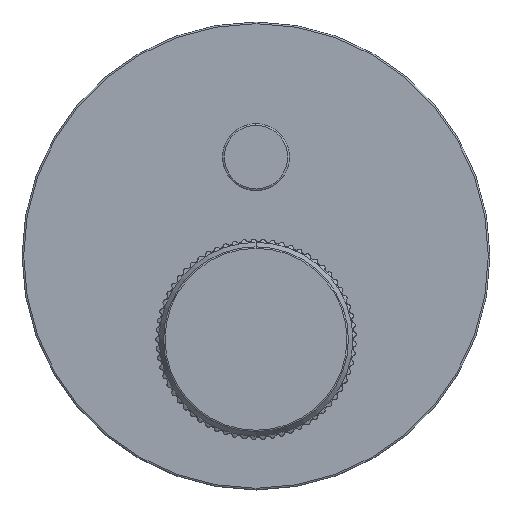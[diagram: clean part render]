
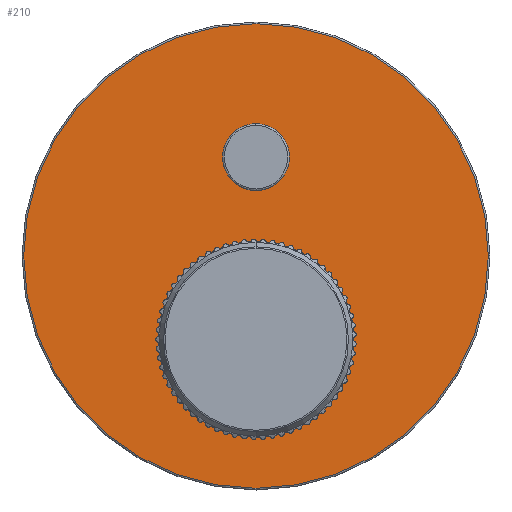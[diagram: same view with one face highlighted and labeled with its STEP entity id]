
A CAD part, top view. The second image highlights one B-rep face of the part: STEP entity #210.
In plain terms, the highlighted planar face has unit normal (0, 0, 1).
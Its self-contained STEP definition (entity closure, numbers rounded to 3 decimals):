
#19=CARTESIAN_POINT('',(0.,-25.,0.));
#20=DIRECTION('',(0.,0.,1.));
#21=DIRECTION('',(1.,0.,0.));
#22=AXIS2_PLACEMENT_3D('',#19,#20,#21);
#24=CARTESIAN_POINT('',(0.,-25.,0.));
#25=DIRECTION('',(0.,0.,1.));
#26=DIRECTION('',(-1.,0.,0.));
#27=AXIS2_PLACEMENT_3D('',#24,#25,#26);
#29=CARTESIAN_POINT('',(0.,29.5,0.));
#30=DIRECTION('',(0.,0.,1.));
#31=DIRECTION('',(1.,0.,0.));
#32=AXIS2_PLACEMENT_3D('',#29,#30,#31);
#34=CARTESIAN_POINT('',(0.,29.5,0.));
#35=DIRECTION('',(0.,0.,1.));
#36=DIRECTION('',(-1.,0.,0.));
#37=AXIS2_PLACEMENT_3D('',#34,#35,#36);
#39=CARTESIAN_POINT('',(0.,0.,0.));
#40=DIRECTION('',(0.,0.,-1.));
#41=DIRECTION('',(-1.,0.,0.));
#42=AXIS2_PLACEMENT_3D('',#39,#40,#41);
#44=CARTESIAN_POINT('',(0.,0.,0.));
#45=DIRECTION('',(0.,0.,-1.));
#46=DIRECTION('',(1.,0.,0.));
#47=AXIS2_PLACEMENT_3D('',#44,#45,#46);
#163=CARTESIAN_POINT('',(25.25,-25.,0.));
#164=CARTESIAN_POINT('',(-25.25,-25.,0.));
#165=VERTEX_POINT('',#163);
#166=VERTEX_POINT('',#164);
#167=CARTESIAN_POINT('',(7.25,29.5,0.));
#168=CARTESIAN_POINT('',(-7.25,29.5,0.));
#169=VERTEX_POINT('',#167);
#170=VERTEX_POINT('',#168);
#183=CARTESIAN_POINT('',(-69.5,0.,0.));
#184=CARTESIAN_POINT('',(69.5,0.,0.));
#185=VERTEX_POINT('',#183);
#186=VERTEX_POINT('',#184);
#187=CARTESIAN_POINT('',(0.,0.,0.));
#188=DIRECTION('',(0.,0.,1.));
#189=DIRECTION('',(-1.,0.,0.));
#190=AXIS2_PLACEMENT_3D('',#187,#188,#189);
#191=PLANE('',#190);
#193=ORIENTED_EDGE('',*,*,#192,.T.);
#195=ORIENTED_EDGE('',*,*,#194,.T.);
#196=EDGE_LOOP('',(#193,#195));
#197=FACE_OUTER_BOUND('',#196,.F.);
#199=ORIENTED_EDGE('',*,*,#198,.T.);
#201=ORIENTED_EDGE('',*,*,#200,.T.);
#202=EDGE_LOOP('',(#199,#201));
#203=FACE_BOUND('',#202,.F.);
#205=ORIENTED_EDGE('',*,*,#204,.T.);
#207=ORIENTED_EDGE('',*,*,#206,.T.);
#208=EDGE_LOOP('',(#205,#207));
#209=FACE_BOUND('',#208,.F.);
#210=ADVANCED_FACE('',(#197,#203,#209),#191,.T.);
#23=CIRCLE('',#22,25.25);
#28=CIRCLE('',#27,25.25);
#33=CIRCLE('',#32,7.25);
#38=CIRCLE('',#37,7.25);
#43=CIRCLE('',#42,69.5);
#48=CIRCLE('',#47,69.5);
#192=EDGE_CURVE('',#185,#186,#43,.T.);
#194=EDGE_CURVE('',#186,#185,#48,.T.);
#198=EDGE_CURVE('',#169,#170,#33,.T.);
#200=EDGE_CURVE('',#170,#169,#38,.T.);
#204=EDGE_CURVE('',#165,#166,#23,.T.);
#206=EDGE_CURVE('',#166,#165,#28,.T.);
